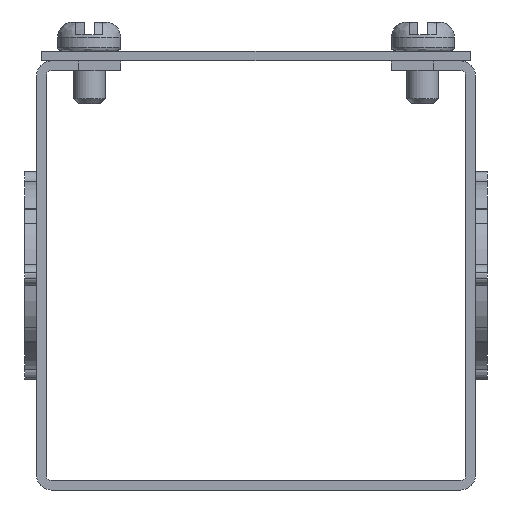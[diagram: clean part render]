
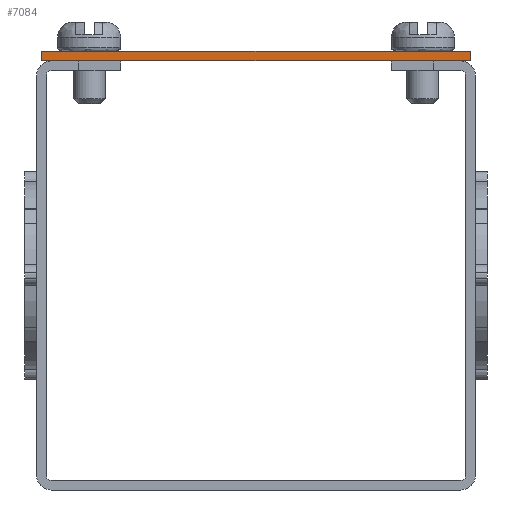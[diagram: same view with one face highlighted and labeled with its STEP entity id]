
A CAD part, front view. The second image highlights one B-rep face of the part: STEP entity #7084.
In plain terms, the highlighted planar face has unit normal (0, -1, 0).
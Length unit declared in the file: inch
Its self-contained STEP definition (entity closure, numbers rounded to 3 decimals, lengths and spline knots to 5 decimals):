
#235 = ORIENTED_EDGE ( 'NONE', *, *, #1605, .T. ) ;
#737 = EDGE_CURVE ( 'NONE', #15980, #9273, #4072, .T. ) ;
#1605 = EDGE_CURVE ( 'NONE', #17504, #10323, #4094, .T. ) ;
#2511 = CARTESIAN_POINT ( 'NONE',  ( -1.27575, -23.96875, 2.614 ) ) ;
#2634 = DIRECTION ( 'NONE',  ( 0., 0., -1. ) ) ;
#3687 = CARTESIAN_POINT ( 'NONE',  ( -1.27575, -23.96875, 2.557 ) ) ;
#4072 = LINE ( 'NONE', #9303, #17708 ) ;
#4094 = LINE ( 'NONE', #10880, #9567 ) ;
#5239 = PLANE ( 'NONE',  #21702 ) ;
#7084 = ADVANCED_FACE ( 'NONE', ( #8782 ), #5239, .T. ) ;
#7824 = CARTESIAN_POINT ( 'NONE',  ( -1.27575, -23.96875, 2.557 ) ) ;
#8180 = ORIENTED_EDGE ( 'NONE', *, *, #737, .T. ) ;
#8782 = FACE_OUTER_BOUND ( 'NONE', #16090, .T. ) ;
#9087 = ORIENTED_EDGE ( 'NONE', *, *, #10607, .T. ) ;
#9273 = VERTEX_POINT ( 'NONE', #7824 ) ;
#9303 = CARTESIAN_POINT ( 'NONE',  ( -1.27575, -23.96875, 2.557 ) ) ;
#9567 = VECTOR ( 'NONE', #17659, 39.37008 ) ;
#10131 = DIRECTION ( 'NONE',  ( 0., -1., 0. ) ) ;
#10323 = VERTEX_POINT ( 'NONE', #19153 ) ;
#10607 = EDGE_CURVE ( 'NONE', #9273, #17504, #11888, .T. ) ;
#10880 = CARTESIAN_POINT ( 'NONE',  ( 1.27575, -23.96875, 2.557 ) ) ;
#11888 = LINE ( 'NONE', #18570, #16728 ) ;
#12020 = DIRECTION ( 'NONE',  ( 0., 0., -1. ) ) ;
#13173 = VECTOR ( 'NONE', #21775, 39.37008 ) ;
#13765 = LINE ( 'NONE', #20542, #13173 ) ;
#15123 = ORIENTED_EDGE ( 'NONE', *, *, #18743, .T. ) ;
#15330 = DIRECTION ( 'NONE',  ( 1., 0., 0. ) ) ;
#15980 = VERTEX_POINT ( 'NONE', #2511 ) ;
#16090 = EDGE_LOOP ( 'NONE', ( #9087, #235, #15123, #8180 ) ) ;
#16728 = VECTOR ( 'NONE', #15330, 39.37008 ) ;
#17504 = VERTEX_POINT ( 'NONE', #17606 ) ;
#17606 = CARTESIAN_POINT ( 'NONE',  ( 1.27575, -23.96875, 2.557 ) ) ;
#17659 = DIRECTION ( 'NONE',  ( 0., 0., 1. ) ) ;
#17708 = VECTOR ( 'NONE', #2634, 39.37008 ) ;
#18570 = CARTESIAN_POINT ( 'NONE',  ( 1.27575, -23.96875, 2.557 ) ) ;
#18743 = EDGE_CURVE ( 'NONE', #10323, #15980, #13765, .T. ) ;
#19153 = CARTESIAN_POINT ( 'NONE',  ( 1.27575, -23.96875, 2.614 ) ) ;
#20542 = CARTESIAN_POINT ( 'NONE',  ( -1.27575, -23.96875, 2.614 ) ) ;
#21702 = AXIS2_PLACEMENT_3D ( 'NONE', #3687, #10131, #12020 ) ;
#21775 = DIRECTION ( 'NONE',  ( -1., 0., 0. ) ) ;
